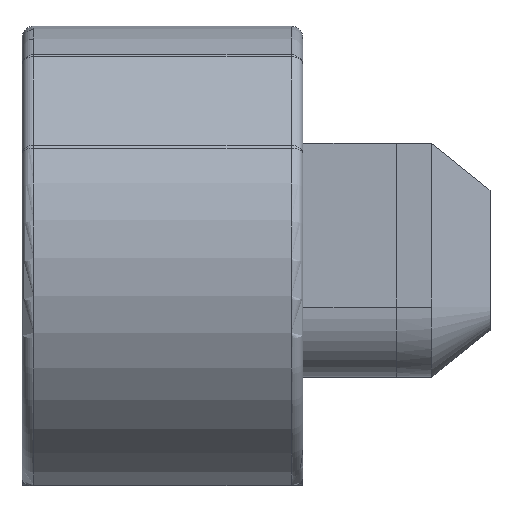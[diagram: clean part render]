
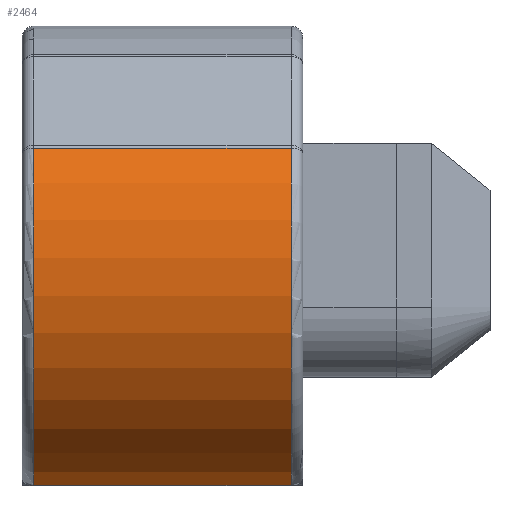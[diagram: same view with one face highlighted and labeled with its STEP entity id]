
A CAD part, left-side view. The second image highlights one B-rep face of the part: STEP entity #2464.
In plain terms, the highlighted cylindrical face has radius 10 mm (diameter 20 mm), a partial arc.
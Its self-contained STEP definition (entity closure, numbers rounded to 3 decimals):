
#16 = DIRECTION ( 'NONE',  ( 0., 0., 1. ) ) ;
#95 = EDGE_CURVE ( 'NONE', #2354, #2452, #2562, .T. ) ;
#111 = CARTESIAN_POINT ( 'NONE',  ( 8.778, 6., -4.79 ) ) ;
#285 = CARTESIAN_POINT ( 'NONE',  ( 2.737, 17., 9.618 ) ) ;
#490 = CIRCLE ( 'NONE', #2219, 10. ) ;
#495 = AXIS2_PLACEMENT_3D ( 'NONE', #2493, #1855, #1816 ) ;
#496 = EDGE_LOOP ( 'NONE', ( #1523, #1131, #1291, #1799 ) ) ;
#505 = DIRECTION ( 'NONE',  ( 0., 1., 0. ) ) ;
#604 = CARTESIAN_POINT ( 'NONE',  ( 0., 6., 0. ) ) ;
#662 = VECTOR ( 'NONE', #505, 1000. ) ;
#758 = CARTESIAN_POINT ( 'NONE',  ( 2.737, 17.5, 9.618 ) ) ;
#813 = DIRECTION ( 'NONE',  ( 0., 0., 1. ) ) ;
#902 = VECTOR ( 'NONE', #1103, 1000. ) ;
#1103 = DIRECTION ( 'NONE',  ( 0., -1., 0. ) ) ;
#1131 = ORIENTED_EDGE ( 'NONE', *, *, #1675, .T. ) ;
#1132 = VERTEX_POINT ( 'NONE', #1349 ) ;
#1179 = AXIS2_PLACEMENT_3D ( 'NONE', #604, #2109, #16 ) ;
#1291 = ORIENTED_EDGE ( 'NONE', *, *, #2274, .T. ) ;
#1343 = LINE ( 'NONE', #758, #902 ) ;
#1349 = CARTESIAN_POINT ( 'NONE',  ( 2.737, 6., 9.618 ) ) ;
#1523 = ORIENTED_EDGE ( 'NONE', *, *, #1925, .T. ) ;
#1533 = FACE_OUTER_BOUND ( 'NONE', #496, .T. ) ;
#1540 = CARTESIAN_POINT ( 'NONE',  ( 8.778, 17.5, -4.79 ) ) ;
#1675 = EDGE_CURVE ( 'NONE', #2265, #1132, #1343, .T. ) ;
#1799 = ORIENTED_EDGE ( 'NONE', *, *, #95, .T. ) ;
#1816 = DIRECTION ( 'NONE',  ( 0., 0., -1. ) ) ;
#1855 = DIRECTION ( 'NONE',  ( 0., -1., 0. ) ) ;
#1925 = EDGE_CURVE ( 'NONE', #2452, #2265, #490, .T. ) ;
#2011 = CARTESIAN_POINT ( 'NONE',  ( 8.778, 17., -4.79 ) ) ;
#2109 = DIRECTION ( 'NONE',  ( 0., 1., 0. ) ) ;
#2199 = CIRCLE ( 'NONE', #1179, 10. ) ;
#2219 = AXIS2_PLACEMENT_3D ( 'NONE', #2539, #2557, #813 ) ;
#2265 = VERTEX_POINT ( 'NONE', #285 ) ;
#2274 = EDGE_CURVE ( 'NONE', #1132, #2354, #2199, .T. ) ;
#2309 = CYLINDRICAL_SURFACE ( 'NONE', #495, 10. ) ;
#2354 = VERTEX_POINT ( 'NONE', #111 ) ;
#2452 = VERTEX_POINT ( 'NONE', #2011 ) ;
#2464 = ADVANCED_FACE ( 'NONE', ( #1533 ), #2309, .T. ) ;
#2493 = CARTESIAN_POINT ( 'NONE',  ( 0., 17.5, 0. ) ) ;
#2539 = CARTESIAN_POINT ( 'NONE',  ( 0., 17., 0. ) ) ;
#2557 = DIRECTION ( 'NONE',  ( 0., -1., 0. ) ) ;
#2562 = LINE ( 'NONE', #1540, #662 ) ;
